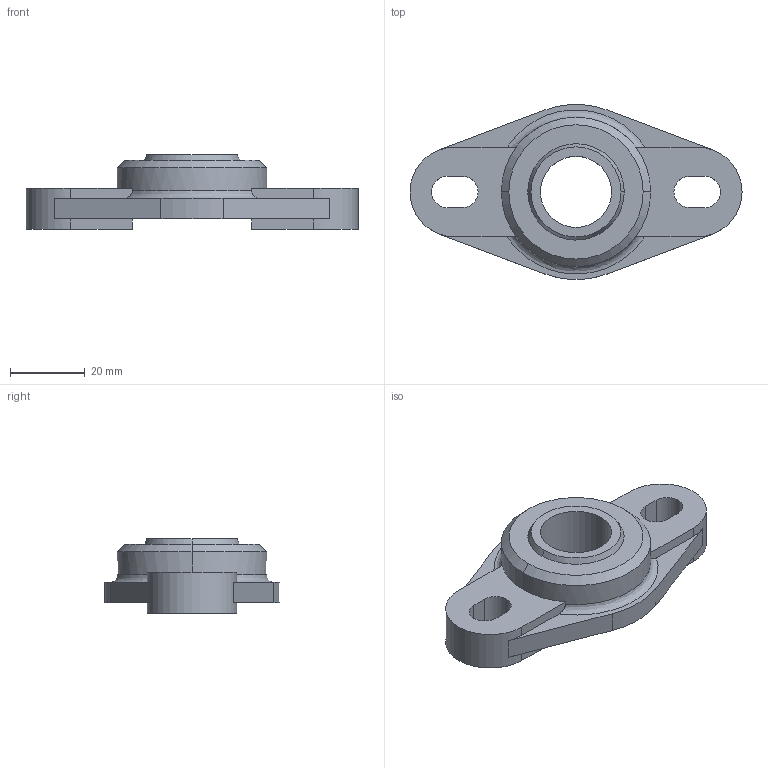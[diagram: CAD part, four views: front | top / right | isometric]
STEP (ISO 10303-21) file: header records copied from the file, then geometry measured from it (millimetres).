
FILE_DESCRIPTION (( 'STEP AP214' ), '1' );
FILE_NAME ('A-EFOI-12.step', '2017-11-29T20:11:11', ( '' ), ( '' ), 'SwSTEP 2.0', 'SolidWorks 2017', '' );
FILE_SCHEMA (( 'AUTOMOTIVE_DESIGN' ));
Length unit declared in the file: inch
Products named in the file (1): A-EFOI-12
Bounding box: 89 x 46.88 x 19.94 mm (x, y, z)
Volume: 26710.4 mm3; surface area: 12239.6 mm2
Topology: 2 solids, 2 shells, 56 faces, 153 edges, 99 vertices
Faces by surface type: plane 28, cylinder 18, bspline 6, cone 4
Entity records: 2933 total; most frequent: CARTESIAN_POINT 719, DIRECTION 304, ORIENTED_EDGE 298, EDGE_CURVE 149, AXIS2_PLACEMENT_3D 114, VERTEX_POINT 99, LINE 76, VECTOR 76
